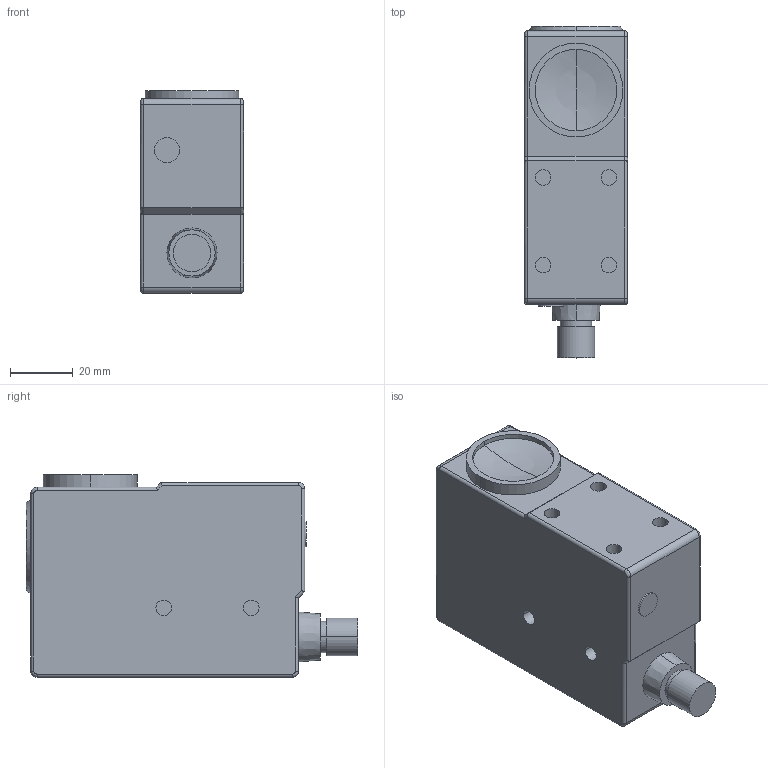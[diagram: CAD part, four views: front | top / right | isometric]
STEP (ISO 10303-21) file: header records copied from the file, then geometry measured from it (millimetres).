
FILE_DESCRIPTION((''),'2;1');
FILE_NAME('DFE20_F400394A','2006-01-03T',('Pepperl+Fuchs'),('Industriehansa'),'PRO/ENGINEER BY PARAMETRIC TECHNOLOGY CORPORATION, 2005290','PRO/ENGINEER BY PARAMETRIC TECHNOLOGY CORPORATION, 2005290','');
FILE_SCHEMA(('AUTOMOTIVE_DESIGN_CC2 { 1 2 10303 214 -1 1 5 2 }'));
Length unit declared in the file: millimetre
Products named in the file (1): DFE20_F400394A
Bounding box: 33 x 106.1 x 64.8 mm (x, y, z)
Volume: 180306.3 mm3; surface area: 22378.9 mm2
Topology: 1 solids, 1 shells, 84 faces, 195 edges, 141 vertices
Faces by surface type: cylinder 46, plane 24, torus 5, cone 4, bspline 3, sphere 2
Entity records: 3167 total; most frequent: CARTESIAN_POINT 488, DIRECTION 445, ORIENTED_EDGE 352, PRESENTATION_STYLE_ASSIGNMENT 203, STYLED_ITEM 197, CURVE_STYLE 195, AXIS2_PLACEMENT_3D 178, EDGE_CURVE 176
